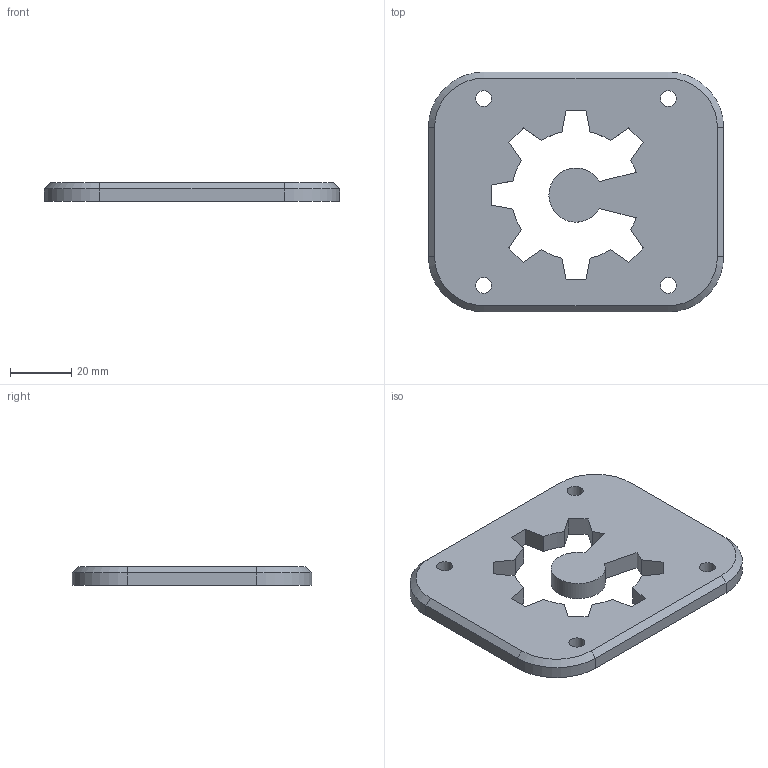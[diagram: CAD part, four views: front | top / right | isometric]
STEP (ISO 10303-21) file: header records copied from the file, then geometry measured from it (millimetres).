
FILE_DESCRIPTION(('FreeCAD Model'),'2;1');
FILE_NAME('Open CASCADE Shape Model','2022-02-03T20:26:35',('Author'),( ''),'Open CASCADE STEP processor 7.5','FreeCAD','Unknown');
FILE_SCHEMA(('AUTOMOTIVE_DESIGN { 1 0 10303 214 1 1 1 1 }'));
Length unit declared in the file: millimetre
Products named in the file (1): Adaptor.Plate
Bounding box: 96 x 78 x 6 mm (x, y, z)
Volume: 33966 mm3; surface area: 15067.6 mm2
Topology: 1 solids, 1 shells, 54 faces, 148 edges, 96 vertices
Faces by surface type: bspline 32, plane 10, cylinder 8, cone 4
Full cylindrical faces by diameter (mm): 5.2 x4
Entity records: 4599 total; most frequent: CARTESIAN_POINT 2277, B_SPLINE_CURVE_WITH_KNOTS 304, ORIENTED_EDGE 296, PCURVE 296, DEFINITIONAL_REPRESENTATION 296, DIRECTION 198, EDGE_CURVE 148, SURFACE_CURVE 144
